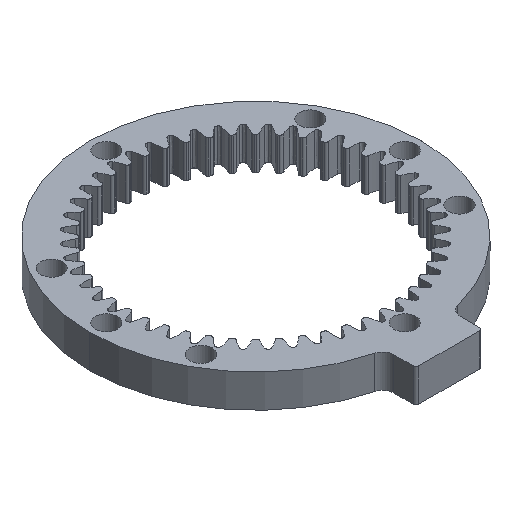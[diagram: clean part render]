
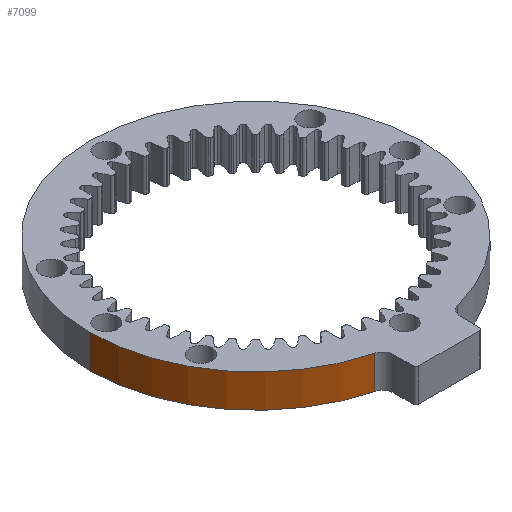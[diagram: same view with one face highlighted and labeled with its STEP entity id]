
A CAD part, isometric view. The second image highlights one B-rep face of the part: STEP entity #7099.
In plain terms, the highlighted cylindrical face has radius 15 mm (diameter 30 mm), a partial arc.
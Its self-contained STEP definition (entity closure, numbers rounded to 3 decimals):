
#1102=FACE_OUTER_BOUND('',#1514,.T.);
#1514=EDGE_LOOP('',(#5007,#5008,#5009,#5010));
#1929=LINE('',#13185,#2145);
#1932=LINE('',#13194,#2148);
#2145=VECTOR('',#8086,10.);
#2148=VECTOR('',#8097,10.);
#2354=CIRCLE('',#7503,15.);
#2464=CIRCLE('',#7620,15.);
#2578=VERTEX_POINT('',#8741);
#2579=VERTEX_POINT('',#8743);
#2976=VERTEX_POINT('',#13181);
#2979=VERTEX_POINT('',#13193);
#3382=EDGE_CURVE('',#2579,#2578,#2354,.T.);
#3785=EDGE_CURVE('',#2579,#2976,#1929,.T.);
#3789=EDGE_CURVE('',#2578,#2979,#1932,.T.);
#3790=EDGE_CURVE('',#2979,#2976,#2464,.T.);
#5007=ORIENTED_EDGE('',*,*,#3785,.F.);
#5008=ORIENTED_EDGE('',*,*,#3382,.T.);
#5009=ORIENTED_EDGE('',*,*,#3789,.T.);
#5010=ORIENTED_EDGE('',*,*,#3790,.T.);
#6985=CYLINDRICAL_SURFACE('',#7619,15.);
#7099=ADVANCED_FACE('',(#1102),#6985,.T.);
#7503=AXIS2_PLACEMENT_3D('',#8744,#7854,#7855);
#7619=AXIS2_PLACEMENT_3D('',#13192,#8095,#8096);
#7620=AXIS2_PLACEMENT_3D('',#13195,#8098,#8099);
#7854=DIRECTION('center_axis',(0.,0.,-1.));
#7855=DIRECTION('ref_axis',(0.707,-0.707,0.));
#8086=DIRECTION('',(0.,0.,-1.));
#8095=DIRECTION('center_axis',(0.,0.,-1.));
#8096=DIRECTION('ref_axis',(-0.707,-0.707,0.));
#8097=DIRECTION('',(0.,0.,-1.));
#8098=DIRECTION('center_axis',(0.,0.,1.));
#8099=DIRECTION('ref_axis',(0.707,-0.707,0.));
#8741=CARTESIAN_POINT('',(-15.,0.,1.));
#8743=CARTESIAN_POINT('',(-3.75,-14.524,1.));
#8744=CARTESIAN_POINT('Origin',(0.,0.,
1.));
#13181=CARTESIAN_POINT('',(-3.75,-14.524,-2.));
#13185=CARTESIAN_POINT('',(-3.75,-14.524,-3.));
#13192=CARTESIAN_POINT('Origin',(0.,0.,
-3.));
#13193=CARTESIAN_POINT('',(-15.,0.,-2.));
#13194=CARTESIAN_POINT('',(-15.,0.,1.));
#13195=CARTESIAN_POINT('Origin',(0.,0.,
-2.));
